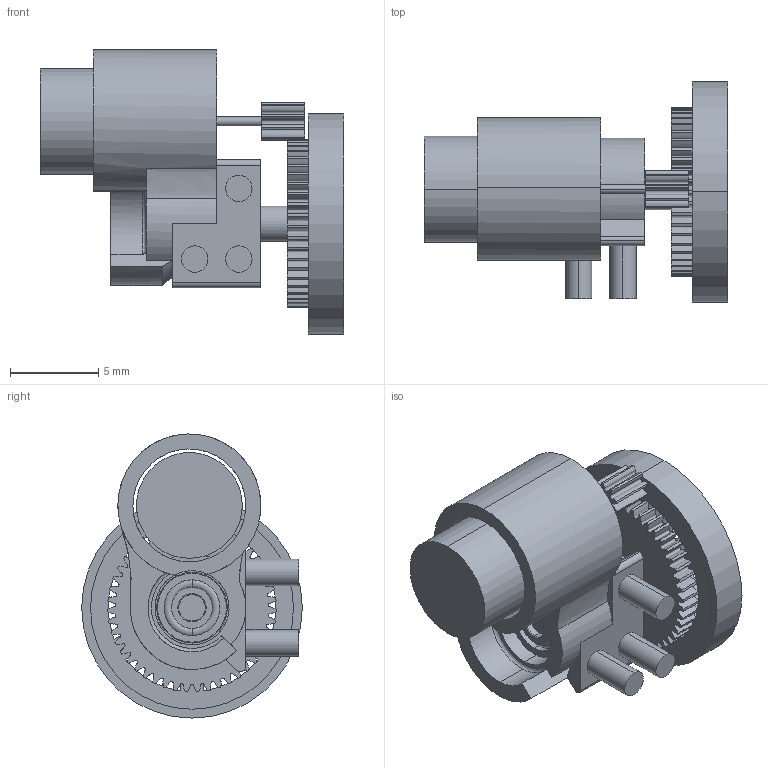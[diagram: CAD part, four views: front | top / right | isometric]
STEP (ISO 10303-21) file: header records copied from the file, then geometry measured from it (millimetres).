
FILE_DESCRIPTION (( 'STEP AP203' ), '1' );
FILE_NAME ('R_Assem.STEP', '2022-08-18T09:32:00', ( '' ), ( '' ), 'SwSTEP 2.0', 'SolidWorks 2022', '' );
FILE_SCHEMA (( 'CONFIG_CONTROL_DESIGN' ));
Length unit declared in the file: millimetre
Products named in the file (11): mushak_Wheel; mushak_wheels; SpurGear (1)_GearTrax; mushak_shaft; Assem2; mushak_rims; SpurPinion_GearTrax; R_Assem; New_mount_R_2; mushak_motor; single row radial ball bearing_is_IS 6455 SR - 18-1.5-S
Assembly tree (11 placements, depth 3):
  R_Assem
    mushak_shaft
    New_mount_R_2
    Assem2
      mushak_motor
      SpurPinion_GearTrax
    SpurGear (1)_GearTrax
    mushak_Wheel
      mushak_wheels
      mushak_rims
    single row radial ball bearing_is_IS 6455 SR - 18-1.5-S  x2
Bounding box: 17.2 x 12.5 x 16.1 mm (x, y, z)
Volume: 852.9 mm3; surface area: 1856.3 mm2
Topology: 9 solids, 9 shells, 269 faces, 699 edges, 454 vertices
Faces by surface type: cylinder 134, bspline 60, plane 51, torus 24
Entity records: 20952 total; most frequent: CARTESIAN_POINT 13891, ORIENTED_EDGE 1286, DIRECTION 1177, EDGE_CURVE 643, AXIS2_PLACEMENT_3D 472, VERTEX_POINT 422, CIRCLE 275, EDGE_LOOP 259
